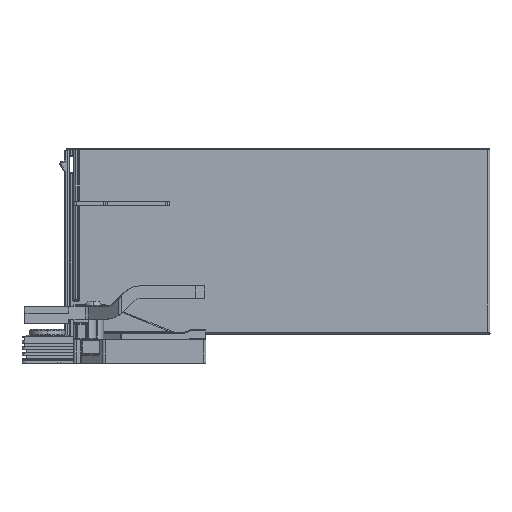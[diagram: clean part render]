
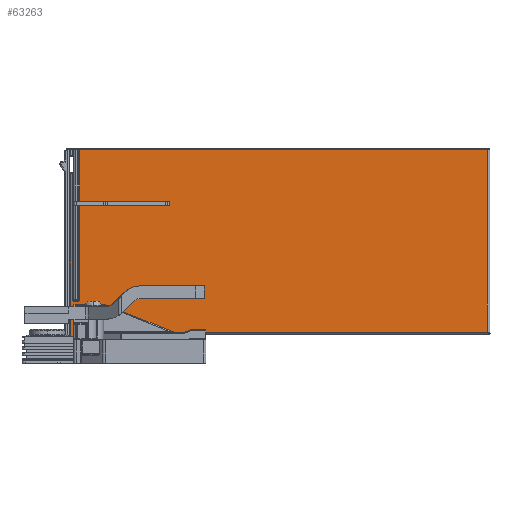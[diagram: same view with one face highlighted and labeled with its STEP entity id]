
A CAD part, top view. The second image highlights one B-rep face of the part: STEP entity #63263.
In plain terms, the highlighted planar face has unit normal (0, 0, 1).
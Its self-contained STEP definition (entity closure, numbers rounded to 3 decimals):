
#58751=DIRECTION('',(-1.,0.,0.));
#58752=VECTOR('',#58751,46.808);
#58753=CARTESIAN_POINT('',(127.908,-24.379,-22.));
#58754=LINE('',#58753,#58752);
#58755=DIRECTION('',(0.,1.,0.));
#58756=VECTOR('',#58755,82.644);
#58757=CARTESIAN_POINT('',(81.1,-24.379,-22.));
#58758=LINE('',#58757,#58756);
#58759=CARTESIAN_POINT('',(81.8,59.813,-22.));
#58760=DIRECTION('',(0.,0.,1.));
#58761=DIRECTION('',(-0.412,-0.911,0.));
#58762=AXIS2_PLACEMENT_3D('',#58759,#58760,#58761);
#58764=DIRECTION('',(0.,-1.,0.));
#58765=VECTOR('',#58764,60.651);
#58766=CARTESIAN_POINT('',(82.5,58.264,-22.));
#58767=LINE('',#58766,#58765);
#58768=CARTESIAN_POINT('',(83.5,-2.387,-22.));
#58769=DIRECTION('',(0.,0.,1.));
#58770=DIRECTION('',(-1.,0.,0.));
#58771=AXIS2_PLACEMENT_3D('',#58768,#58769,#58770);
#58773=CARTESIAN_POINT('',(84.5,-2.387,-22.));
#58774=DIRECTION('',(0.,0.,1.));
#58775=DIRECTION('',(0.,-1.,0.));
#58776=AXIS2_PLACEMENT_3D('',#58773,#58774,#58775);
#58778=DIRECTION('',(0.,1.,0.));
#58779=VECTOR('',#58778,45.3);
#58780=CARTESIAN_POINT('',(85.5,-2.387,-22.));
#58781=LINE('',#58780,#58779);
#58782=DIRECTION('',(1.,0.,0.));
#58783=VECTOR('',#58782,43.5);
#58784=CARTESIAN_POINT('',(85.5,42.913,-22.));
#58785=LINE('',#58784,#58783);
#58786=DIRECTION('',(-1.,0.,0.));
#58787=VECTOR('',#58786,43.5);
#58788=CARTESIAN_POINT('',(129.,44.913,-22.));
#58789=LINE('',#58788,#58787);
#58790=DIRECTION('',(0.,1.,0.));
#58791=VECTOR('',#58790,25.);
#58792=CARTESIAN_POINT('',(85.5,44.913,-22.));
#58793=LINE('',#58792,#58791);
#58794=CARTESIAN_POINT('',(137.,-22.187,-22.));
#58795=DIRECTION('',(0.,0.,1.));
#58796=DIRECTION('',(0.,1.,0.));
#58797=AXIS2_PLACEMENT_3D('',#58794,#58795,#58796);
#58799=DIRECTION('',(-0.707,-0.707,0.));
#58800=VECTOR('',#58799,6.359);
#58801=CARTESIAN_POINT('',(134.025,-19.212,-22.));
#58802=LINE('',#58801,#58800);
#58803=CARTESIAN_POINT('',(127.908,-22.087,-22.));
#58804=DIRECTION('',(0.,0.,-1.));
#58805=DIRECTION('',(0.707,-0.707,0.));
#58806=AXIS2_PLACEMENT_3D('',#58803,#58804,#58805);
#58817=DIRECTION('',(-1.,0.,0.));
#58818=VECTOR('',#58817,1.);
#58819=CARTESIAN_POINT('',(84.5,-3.387,-22.));
#58820=LINE('',#58819,#58818);
#58913=DIRECTION('',(0.,-1.,0.));
#58914=VECTOR('',#58913,2.);
#58915=CARTESIAN_POINT('',(129.,44.913,-22.));
#58916=LINE('',#58915,#58914);
#59012=DIRECTION('',(-1.,0.,0.));
#59013=VECTOR('',#59012,196.25);
#59014=CARTESIAN_POINT('',(281.75,69.913,-22.));
#59015=LINE('',#59014,#59013);
#59050=DIRECTION('',(0.,1.,0.));
#59051=VECTOR('',#59050,87.893);
#59052=CARTESIAN_POINT('',(281.75,-17.979,-22.));
#59053=LINE('',#59052,#59051);
#59361=DIRECTION('',(1.,0.,0.));
#59362=VECTOR('',#59361,144.75);
#59363=CARTESIAN_POINT('',(137.,-17.979,-22.));
#59364=LINE('',#59363,#59362);
#60556=CARTESIAN_POINT('',(127.908,-24.379,-22.));
#60557=CARTESIAN_POINT('',(81.1,-24.379,-22.));
#60558=VERTEX_POINT('',#60556);
#60559=VERTEX_POINT('',#60557);
#60562=CARTESIAN_POINT('',(81.1,58.264,
-22.));
#60563=VERTEX_POINT('',#60562);
#60565=CARTESIAN_POINT('',(82.5,58.264,-22.));
#60567=VERTEX_POINT('',#60565);
#60575=CARTESIAN_POINT('',(82.5,-2.387,-22.));
#60577=VERTEX_POINT('',#60575);
#60617=CARTESIAN_POINT('',(85.5,42.913,-22.));
#60618=CARTESIAN_POINT('',(129.,42.913,-22.));
#60619=VERTEX_POINT('',#60617);
#60620=VERTEX_POINT('',#60618);
#60639=CARTESIAN_POINT('',(129.,44.913,-22.));
#60640=CARTESIAN_POINT('',(85.5,44.913,-22.));
#60641=VERTEX_POINT('',#60639);
#60642=VERTEX_POINT('',#60640);
#60683=CARTESIAN_POINT('',(85.5,-2.387,-22.));
#60684=VERTEX_POINT('',#60683);
#60685=CARTESIAN_POINT('',(85.5,69.913,-22.));
#60686=VERTEX_POINT('',#60685);
#60695=CARTESIAN_POINT('',(83.5,-3.387,-22.));
#60696=VERTEX_POINT('',#60695);
#60697=CARTESIAN_POINT('',(84.5,-3.387,-22.));
#60698=VERTEX_POINT('',#60697);
#60699=CARTESIAN_POINT('',(281.75,69.913,-22.));
#60700=VERTEX_POINT('',#60699);
#60701=CARTESIAN_POINT('',(281.75,-17.979,-22.));
#60702=VERTEX_POINT('',#60701);
#60703=CARTESIAN_POINT('',(137.,-17.979,-22.));
#60704=VERTEX_POINT('',#60703);
#60705=CARTESIAN_POINT('',(134.025,-19.212,-22.));
#60706=VERTEX_POINT('',#60705);
#60707=CARTESIAN_POINT('',(129.529,-23.708,-22.));
#60708=VERTEX_POINT('',#60707);
#63227=CARTESIAN_POINT('',(181.425,22.767,-22.));
#63228=DIRECTION('',(0.,0.,1.));
#63229=DIRECTION('',(-1.,0.,0.));
#63230=AXIS2_PLACEMENT_3D('',#63227,#63228,#63229);
#63231=PLANE('',#63230);
#63232=ORIENTED_EDGE('',*,*,#62853,.T.);
#63233=ORIENTED_EDGE('',*,*,#62896,.T.);
#63234=ORIENTED_EDGE('',*,*,#63045,.T.);
#63235=ORIENTED_EDGE('',*,*,#63193,.T.);
#63236=ORIENTED_EDGE('',*,*,#63210,.T.);
#63238=ORIENTED_EDGE('',*,*,#63237,.F.);
#63240=ORIENTED_EDGE('',*,*,#63239,.T.);
#63242=ORIENTED_EDGE('',*,*,#63241,.T.);
#63243=ORIENTED_EDGE('',*,*,#61182,.T.);
#63245=ORIENTED_EDGE('',*,*,#63244,.F.);
#63246=ORIENTED_EDGE('',*,*,#61266,.T.);
#63248=ORIENTED_EDGE('',*,*,#63247,.T.);
#63250=ORIENTED_EDGE('',*,*,#63249,.F.);
#63252=ORIENTED_EDGE('',*,*,#63251,.F.);
#63254=ORIENTED_EDGE('',*,*,#63253,.F.);
#63256=ORIENTED_EDGE('',*,*,#63255,.T.);
#63258=ORIENTED_EDGE('',*,*,#63257,.T.);
#63260=ORIENTED_EDGE('',*,*,#63259,.T.);
#63261=EDGE_LOOP('',(#63232,#63233,#63234,#63235,#63236,#63238,#63240,#63242,
#63243,#63245,#63246,#63248,#63250,#63252,#63254,#63256,#63258,#63260));
#63262=FACE_OUTER_BOUND('',#63261,.F.);
#58763=CIRCLE('',#58762,1.7);
#58772=CIRCLE('',#58771,1.);
#58777=CIRCLE('',#58776,1.);
#58798=CIRCLE('',#58797,4.207);
#58807=CIRCLE('',#58806,2.293);
#61182=EDGE_CURVE('',#60619,#60620,#58785,.T.);
#61266=EDGE_CURVE('',#60641,#60642,#58789,.T.);
#62853=EDGE_CURVE('',#60558,#60559,#58754,.T.);
#62896=EDGE_CURVE('',#60559,#60563,#58758,.T.);
#63045=EDGE_CURVE('',#60563,#60567,#58763,.T.);
#63193=EDGE_CURVE('',#60567,#60577,#58767,.T.);
#63210=EDGE_CURVE('',#60577,#60696,#58772,.T.);
#63237=EDGE_CURVE('',#60698,#60696,#58820,.T.);
#63239=EDGE_CURVE('',#60698,#60684,#58777,.T.);
#63241=EDGE_CURVE('',#60684,#60619,#58781,.T.);
#63244=EDGE_CURVE('',#60641,#60620,#58916,.T.);
#63247=EDGE_CURVE('',#60642,#60686,#58793,.T.);
#63249=EDGE_CURVE('',#60700,#60686,#59015,.T.);
#63251=EDGE_CURVE('',#60702,#60700,#59053,.T.);
#63253=EDGE_CURVE('',#60704,#60702,#59364,.T.);
#63255=EDGE_CURVE('',#60704,#60706,#58798,.T.);
#63257=EDGE_CURVE('',#60706,#60708,#58802,.T.);
#63259=EDGE_CURVE('',#60708,#60558,#58807,.T.);
#63263=ADVANCED_FACE('',(#63262),#63231,.T.);
